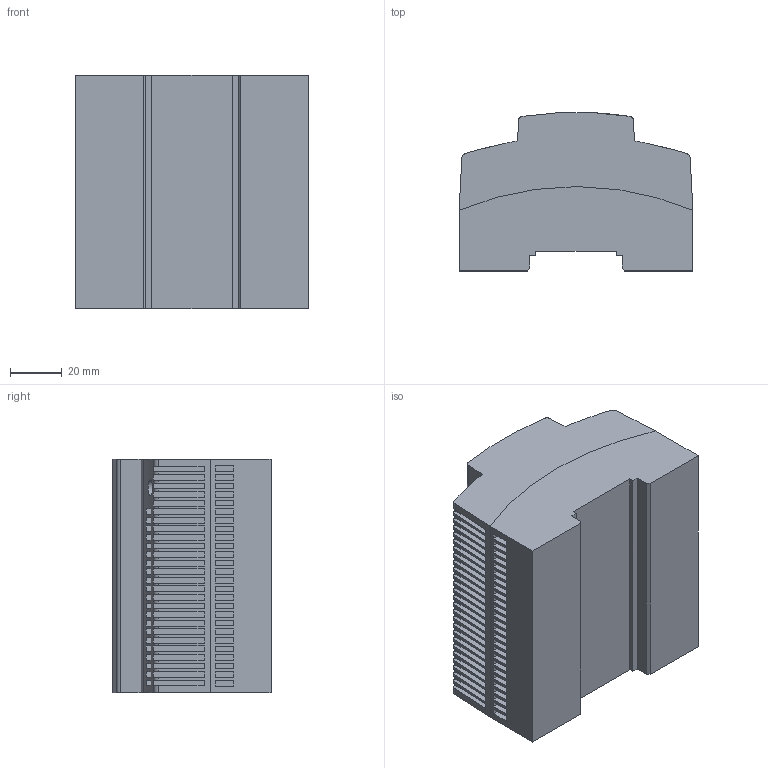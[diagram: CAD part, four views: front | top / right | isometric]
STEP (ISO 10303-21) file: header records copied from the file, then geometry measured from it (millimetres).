
FILE_DESCRIPTION(('SolidDesigner STEP Export'),'2;1');
FILE_NAME('2868677_STEP_PS_1AC_24DC_38_C2LPS-select.stp','2012-12-12T10:24:26',(''),(''),'Creo Elements/Direct Modeling STEP processor for AP214 (Solid Model)','Creo Elements/Direct Modeling 18.1 06-May-2012 (C) Parametric Technology GmbH','');
FILE_SCHEMA(('AUTOMOTIVE_DESIGN { 1 0 10303 214 1 1 1 1 }'));
Length unit declared in the file: millimetre
Products named in the file (2): 2868677_STEP_PS_1AC_24DC_38_C2LPS-select
Assembly tree (1 placements, depth 2):
  2868677_STEP_PS_1AC_24DC_38_C2LPS-select
    2868677_STEP_PS_1AC_24DC_38_C2LPS-select
Bounding box: 90 x 60.83 x 90 mm (x, y, z)
Volume: 396448.3 mm3; surface area: 46140.7 mm2
Topology: 1 solids, 1 shells, 794 faces, 2128 edges, 1427 vertices
Faces by surface type: plane 654, cylinder 80, extrusion 60
Entity records: 32860 total; most frequent: CARTESIAN_POINT 6691, ORIENTED_EDGE 4256, DIRECTION 3715, EDGE_CURVE 2128, VECTOR 1689, LINE 1629, VERTEX_POINT 1427, AXIS2_PLACEMENT_3D 1013
